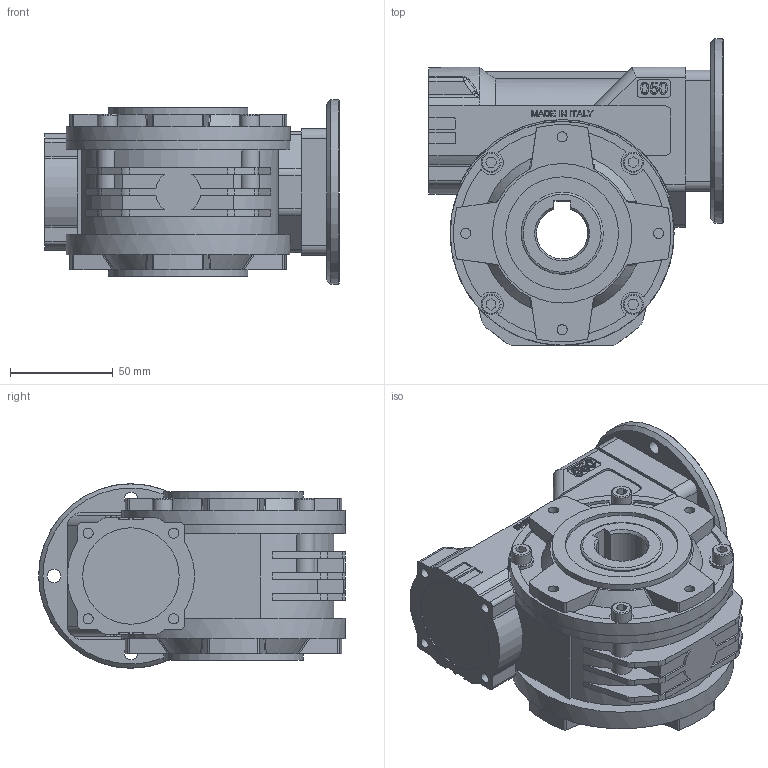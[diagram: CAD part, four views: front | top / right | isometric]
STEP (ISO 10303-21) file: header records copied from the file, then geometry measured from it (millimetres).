
FILE_DESCRIPTION(/* description */ ('Unknown'),/* implementation_level */ '2;1');
FILE_NAME(/* name */ '_P_050_FB_xxx_C_0_-P_B3_-B_',/* time_stamp */ '2025-09-09T13:20:21+02:00',/* author */ ('Unknown'),/* organization */ ('Unknown'),/* preprocessor_version */ 'ST-DEVELOPER v18.104',/* originating_system */ 'Solid Edge',/* authorisation */ 'Unknown');
FILE_SCHEMA (('AUTOMOTIVE_DESIGN {1 0 10303 214 3 1 1}'));
Length unit declared in the file: millimetre
Products named in the file (4): _P_050_FB_xxx_C_0_-P_B3_-B_; _050_; 0505091P; 0504047
Assembly tree (3 placements, depth 2):
  _P_050_FB_xxx_C_0_-P_B3_-B_
    _050_
    0505091P
    0504047
Bounding box: 143.5 x 149.54 x 89.98 mm (x, y, z)
Volume: 902685.8 mm3; surface area: 106667.3 mm2
Topology: 3 solids, 3 shells, 693 faces, 1794 edges, 1183 vertices
Faces by surface type: plane 423, cylinder 175, bspline 66, cone 17, torus 10, sphere 2
Full cylindrical faces by diameter (mm): 4.917 x16, 6.5 x4, 9.8 x4, 19.5 x1, 25 x1, 30 x1, 40 x3, 45 x1, 47 x3, 55 x2, 60 x1, 68 x2, 109.1 x1
Entity records: 28474 total; most frequent: CARTESIAN_POINT 7005, ORIENTED_EDGE 3424, DIRECTION 3312, EDGE_CURVE 1712, VERTEX_POINT 1166, LINE 1110, VECTOR 1110, AXIS2_PLACEMENT_3D 1101
